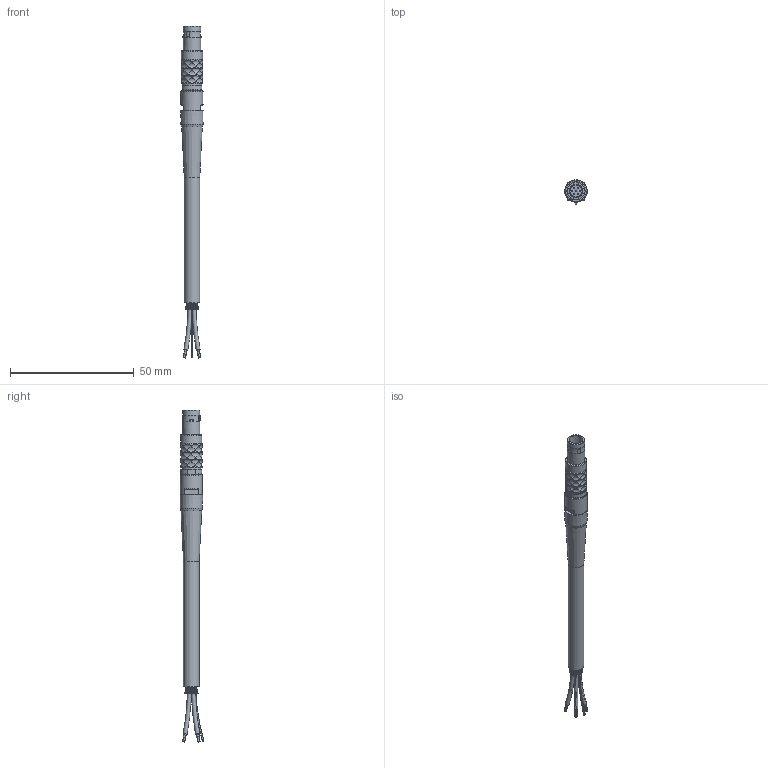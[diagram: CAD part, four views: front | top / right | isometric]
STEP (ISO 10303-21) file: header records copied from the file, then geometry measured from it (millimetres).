
FILE_DESCRIPTION(/* description */ (''),/* implementation_level */ '2;1');
FILE_NAME(/* name */ 'C618.stp',/* time_stamp */ '2019-10-07T11:39:04-04:00',/* author */ ('lcup'),/* organization */ (''),/* preprocessor_version */ 'ST-DEVELOPER v18',/* originating_system */ 'Autodesk Inventor 2020',/* authorisation */ '');
FILE_SCHEMA (('AUTOMOTIVE_DESIGN { 1 0 10303 214 3 1 1 }'));
Products named in the file (9): C618 connector with relief; CBP11031; CBP11031, BODY; CBP11031, LOCKING NUT; CBP11031, PIN INSERT; CBP11031, LOCK; CBP11031, SLOTTED LOCK; CBP11032; CB105
Assembly tree (8 placements, depth 3):
  C618 connector with relief
    CBP11031
      CBP11031, BODY
      CBP11031, LOCKING NUT
      CBP11031, PIN INSERT
      CBP11031, LOCK
      CBP11031, SLOTTED LOCK
    CBP11032
    CB105
Bounding box: 9.14 x 9.69 x 134.3 mm (x, y, z)
Volume: 3572.3 mm3; surface area: 6630.4 mm2
Topology: 67 solids, 67 shells, 1704 faces, 4945 edges, 2883 vertices
Faces by surface type: cylinder 581, plane 529, bspline 405, torus 157, cone 20, sphere 12
Full cylindrical faces by diameter (mm): 0.128 x19, 0.203 x48, 0.508 x14, 0.813 x7, 1.575 x4, 3.937 x1, 4.572 x1, 4.699 x2, 5.283 x1, 5.385 x1, 5.842 x1, 5.994 x1, 6.045 x1, 6.35 x1, 6.452 x1, 6.985 x2, 7.239 x1, 7.874 x4, 8.585 x1, 8.89 x4, 8.941 x1
Entity records: 85757 total; most frequent: CARTESIAN_POINT 41373, ORIENTED_EDGE 9876, DIRECTION 8443, EDGE_CURVE 4938, AXIS2_PLACEMENT_3D 3909, VERTEX_POINT 2883, CIRCLE 2541, EDGE_LOOP 1847
